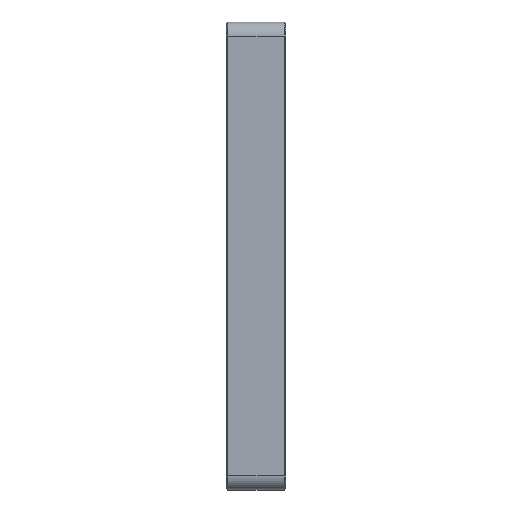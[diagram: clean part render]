
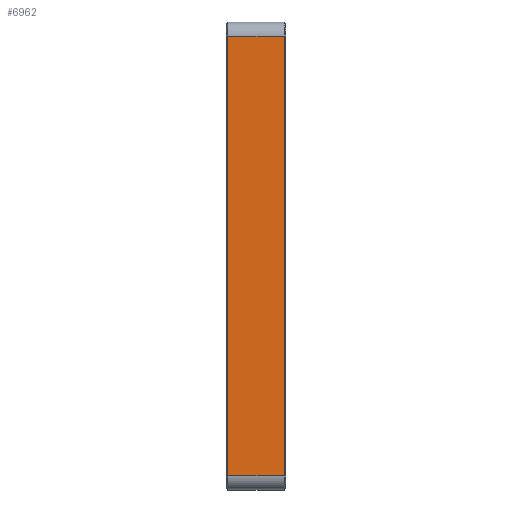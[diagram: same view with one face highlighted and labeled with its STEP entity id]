
A CAD part, left-side view. The second image highlights one B-rep face of the part: STEP entity #6962.
In plain terms, the highlighted planar face has unit normal (-1, 0, 0).
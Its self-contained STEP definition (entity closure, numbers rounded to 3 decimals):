
#214=PLANE('',#7645);
#587=FACE_OUTER_BOUND('',#992,.T.);
#992=EDGE_LOOP('',(#5517,#5518,#5519,#5520));
#1534=LINE('',#11396,#2170);
#1543=LINE('',#11427,#2179);
#1544=LINE('',#11430,#2180);
#1545=LINE('',#11431,#2181);
#2170=VECTOR('',#8937,1000.);
#2179=VECTOR('',#8970,1000.);
#2180=VECTOR('',#8975,1000.);
#2181=VECTOR('',#8976,1000.);
#3373=VERTEX_POINT('',#11394);
#3374=VERTEX_POINT('',#11395);
#3383=VERTEX_POINT('',#11424);
#3384=VERTEX_POINT('',#11426);
#4185=EDGE_CURVE('',#3373,#3374,#1534,.T.);
#4201=EDGE_CURVE('',#3384,#3383,#1543,.T.);
#4203=EDGE_CURVE('',#3383,#3374,#1544,.T.);
#4204=EDGE_CURVE('',#3373,#3384,#1545,.T.);
#5517=ORIENTED_EDGE('',*,*,#4201,.T.);
#5518=ORIENTED_EDGE('',*,*,#4203,.T.);
#5519=ORIENTED_EDGE('',*,*,#4185,.F.);
#5520=ORIENTED_EDGE('',*,*,#4204,.T.);
#6962=ADVANCED_FACE('',(#587),#214,.F.);
#7645=AXIS2_PLACEMENT_3D('',#11429,#8973,#8974);
#8937=DIRECTION('',(0.,-1.,0.));
#8970=DIRECTION('',(0.,-1.,0.));
#8973=DIRECTION('center_axis',(1.,0.,0.));
#8974=DIRECTION('ref_axis',(0.,0.,-1.));
#8975=DIRECTION('',(0.,0.,1.));
#8976=DIRECTION('',(0.,0.,-1.));
#11394=CARTESIAN_POINT('',(-75.,12.4,47.));
#11395=CARTESIAN_POINT('',(-75.,0.3,47.));
#11396=CARTESIAN_POINT('',(-75.,12.7,47.));
#11424=CARTESIAN_POINT('',(-75.,0.3,-47.));
#11426=CARTESIAN_POINT('',(-75.,12.4,-47.));
#11427=CARTESIAN_POINT('',(-75.,12.7,-47.));
#11429=CARTESIAN_POINT('Origin',(-75.,12.7,47.));
#11430=CARTESIAN_POINT('',(-75.,0.3,47.));
#11431=CARTESIAN_POINT('',(-75.,12.4,47.));
